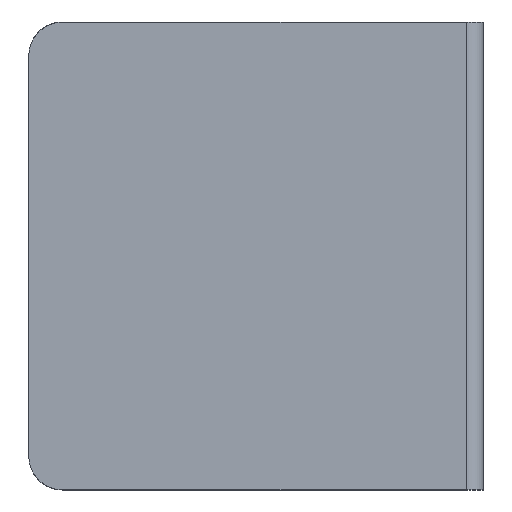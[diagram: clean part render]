
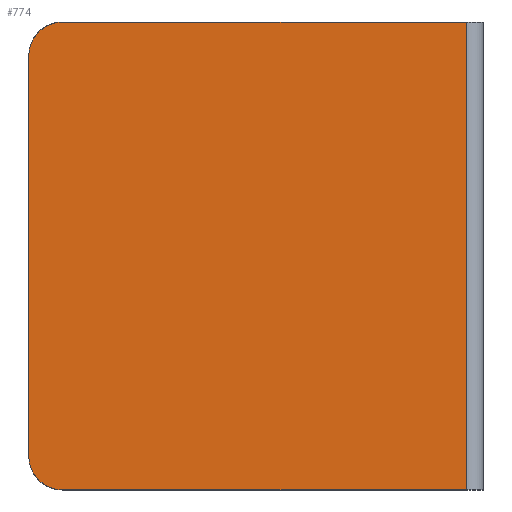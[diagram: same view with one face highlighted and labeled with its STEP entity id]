
A CAD part, left-side view. The second image highlights one B-rep face of the part: STEP entity #774.
In plain terms, the highlighted planar face has unit normal (-1, 0, 0).
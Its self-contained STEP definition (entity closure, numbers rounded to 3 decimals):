
#75 = ORIENTED_EDGE ( 'NONE', *, *, #693, .T. ) ;
#91 = DIRECTION ( 'NONE',  ( -1., 0., 0. ) ) ;
#133 = VERTEX_POINT ( 'NONE', #3999 ) ;
#183 = CARTESIAN_POINT ( 'NONE',  ( -80.65, 67., -29.5 ) ) ;
#283 = ORIENTED_EDGE ( 'NONE', *, *, #4171, .T. ) ;
#386 = DIRECTION ( 'NONE',  ( 1., 0., 0. ) ) ;
#408 = DIRECTION ( 'NONE',  ( 0., -1., 0. ) ) ;
#693 = EDGE_CURVE ( 'NONE', #1036, #1117, #4284, .T. ) ;
#774 = ADVANCED_FACE ( 'NONE', ( #3191 ), #1435, .F. ) ;
#989 = CARTESIAN_POINT ( 'NONE',  ( -80.65, 2.5, -34.5 ) ) ;
#1036 = VERTEX_POINT ( 'NONE', #2011 ) ;
#1065 = CIRCLE ( 'NONE', #2455, 5. ) ;
#1117 = VERTEX_POINT ( 'NONE', #989 ) ;
#1143 = LINE ( 'NONE', #4656, #4458 ) ;
#1283 = LINE ( 'NONE', #3572, #3303 ) ;
#1311 = DIRECTION ( 'NONE',  ( 0., 0., 1. ) ) ;
#1435 = PLANE ( 'NONE',  #2753 ) ;
#1689 = EDGE_LOOP ( 'NONE', ( #75, #2321, #1777, #283, #2486, #2700 ) ) ;
#1750 = CARTESIAN_POINT ( 'NONE',  ( -80.65, 5., -34.5 ) ) ;
#1777 = ORIENTED_EDGE ( 'NONE', *, *, #2300, .F. ) ;
#1938 = VECTOR ( 'NONE', #2402, 1000. ) ;
#2011 = CARTESIAN_POINT ( 'NONE',  ( -80.65, 62., -34.5 ) ) ;
#2059 = VECTOR ( 'NONE', #408, 1000. ) ;
#2249 = CARTESIAN_POINT ( 'NONE',  ( -80.65, 62., -29.5 ) ) ;
#2300 = EDGE_CURVE ( 'NONE', #2466, #133, #2635, .T. ) ;
#2321 = ORIENTED_EDGE ( 'NONE', *, *, #3632, .T. ) ;
#2345 = VERTEX_POINT ( 'NONE', #4115 ) ;
#2377 = AXIS2_PLACEMENT_3D ( 'NONE', #2249, #91, #4481 ) ;
#2402 = DIRECTION ( 'NONE',  ( 0., -1., 0. ) ) ;
#2455 = AXIS2_PLACEMENT_3D ( 'NONE', #3798, #3743, #3066 ) ;
#2466 = VERTEX_POINT ( 'NONE', #2684 ) ;
#2486 = ORIENTED_EDGE ( 'NONE', *, *, #4278, .F. ) ;
#2635 = LINE ( 'NONE', #3335, #2059 ) ;
#2684 = CARTESIAN_POINT ( 'NONE',  ( -80.65, 62., 34.5 ) ) ;
#2700 = ORIENTED_EDGE ( 'NONE', *, *, #4217, .T. ) ;
#2753 = AXIS2_PLACEMENT_3D ( 'NONE', #3986, #386, #3705 ) ;
#3066 = DIRECTION ( 'NONE',  ( 0., 0., -1. ) ) ;
#3191 = FACE_OUTER_BOUND ( 'NONE', #1689, .T. ) ;
#3303 = VECTOR ( 'NONE', #1311, 1000. ) ;
#3335 = CARTESIAN_POINT ( 'NONE',  ( -80.65, 5., 34.5 ) ) ;
#3572 = CARTESIAN_POINT ( 'NONE',  ( -80.65, 67., 0. ) ) ;
#3632 = EDGE_CURVE ( 'NONE', #1117, #133, #1143, .T. ) ;
#3705 = DIRECTION ( 'NONE',  ( 0., 0., -1. ) ) ;
#3743 = DIRECTION ( 'NONE',  ( -1., 0., 0. ) ) ;
#3798 = CARTESIAN_POINT ( 'NONE',  ( -80.65, 62., 29.5 ) ) ;
#3986 = CARTESIAN_POINT ( 'NONE',  ( -80.65, 5., 34.5 ) ) ;
#3999 = CARTESIAN_POINT ( 'NONE',  ( -80.65, 2.5, 34.5 ) ) ;
#4115 = CARTESIAN_POINT ( 'NONE',  ( -80.65, 67., 29.5 ) ) ;
#4171 = EDGE_CURVE ( 'NONE', #2466, #2345, #1065, .T. ) ;
#4217 = EDGE_CURVE ( 'NONE', #4308, #1036, #4465, .T. ) ;
#4278 = EDGE_CURVE ( 'NONE', #4308, #2345, #1283, .T. ) ;
#4284 = LINE ( 'NONE', #1750, #1938 ) ;
#4308 = VERTEX_POINT ( 'NONE', #183 ) ;
#4458 = VECTOR ( 'NONE', #4796, 1000. ) ;
#4465 = CIRCLE ( 'NONE', #2377, 5. ) ;
#4481 = DIRECTION ( 'NONE',  ( 0., 0., -1. ) ) ;
#4656 = CARTESIAN_POINT ( 'NONE',  ( -80.65, 2.5, 34.5 ) ) ;
#4796 = DIRECTION ( 'NONE',  ( 0., 0., 1. ) ) ;
